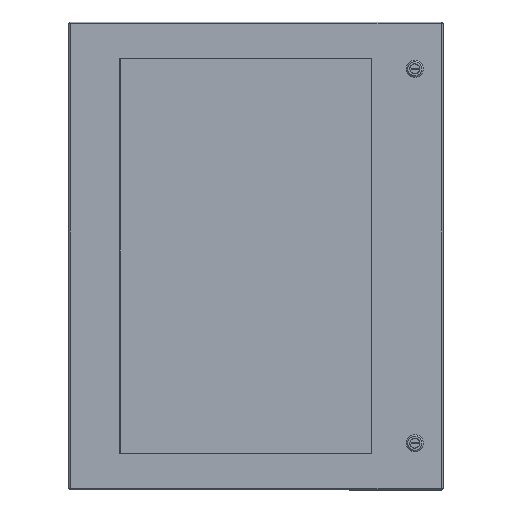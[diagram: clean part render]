
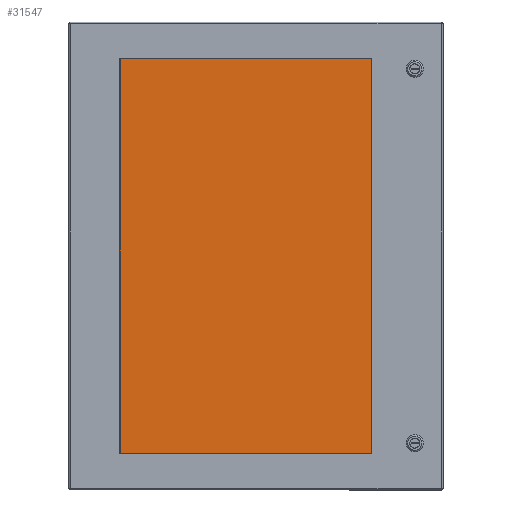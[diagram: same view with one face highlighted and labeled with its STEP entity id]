
A CAD part, front view. The second image highlights one B-rep face of the part: STEP entity #31547.
In plain terms, the highlighted planar face has unit normal (0, -1, 0).
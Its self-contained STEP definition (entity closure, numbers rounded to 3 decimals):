
#1584 = ORIENTED_EDGE ( 'NONE', *, *, #13177, .F. ) ;
#3744 = CARTESIAN_POINT ( 'NONE',  ( -8.715, -8.765, 12.646 ) ) ;
#5565 = CARTESIAN_POINT ( 'NONE',  ( 7.391, -8.765, -12.647 ) ) ;
#6363 = VERTEX_POINT ( 'NONE', #13844 ) ;
#7112 = EDGE_CURVE ( 'NONE', #42514, #7243, #45606, .T. ) ;
#7243 = VERTEX_POINT ( 'NONE', #3744 ) ;
#7333 = CARTESIAN_POINT ( 'NONE',  ( -8.715, -8.765, -12.647 ) ) ;
#11401 = DIRECTION ( 'NONE',  ( -1., 0., 0. ) ) ;
#13177 = EDGE_CURVE ( 'NONE', #7243, #6363, #27019, .T. ) ;
#13567 = EDGE_CURVE ( 'NONE', #21742, #42514, #30536, .T. ) ;
#13844 = CARTESIAN_POINT ( 'NONE',  ( 7.39, -8.765, 12.646 ) ) ;
#14142 = AXIS2_PLACEMENT_3D ( 'NONE', #15803, #35967, #46703 ) ;
#15413 = ORIENTED_EDGE ( 'NONE', *, *, #13567, .F. ) ;
#15803 = CARTESIAN_POINT ( 'NONE',  ( 7.776, -8.765, 13.031 ) ) ;
#16572 = PLANE ( 'NONE',  #14142 ) ;
#16780 = VECTOR ( 'NONE', #42627, 39.37 ) ;
#17524 = ORIENTED_EDGE ( 'NONE', *, *, #7112, .F. ) ;
#19480 = VECTOR ( 'NONE', #34926, 39.37 ) ;
#20242 = ORIENTED_EDGE ( 'NONE', *, *, #48903, .F. ) ;
#20337 = VECTOR ( 'NONE', #11401, 39.37 ) ;
#21742 = VERTEX_POINT ( 'NONE', #5565 ) ;
#25322 = VECTOR ( 'NONE', #33359, 39.37 ) ;
#26751 = LINE ( 'NONE', #27257, #16780 ) ;
#27019 = LINE ( 'NONE', #35441, #19480 ) ;
#27257 = CARTESIAN_POINT ( 'NONE',  ( 7.391, -8.765, -12.647 ) ) ;
#28295 = FACE_OUTER_BOUND ( 'NONE', #34480, .T. ) ;
#30536 = LINE ( 'NONE', #38491, #20337 ) ;
#31547 = ADVANCED_FACE ( 'NONE', ( #28295 ), #16572, .T. ) ;
#33359 = DIRECTION ( 'NONE',  ( 0., 0., 1. ) ) ;
#34480 = EDGE_LOOP ( 'NONE', ( #20242, #1584, #17524, #15413 ) ) ;
#34926 = DIRECTION ( 'NONE',  ( 1., 0., 0. ) ) ;
#35441 = CARTESIAN_POINT ( 'NONE',  ( 7.39, -8.765, 12.646 ) ) ;
#35967 = DIRECTION ( 'NONE',  ( 0., -1., 0. ) ) ;
#38491 = CARTESIAN_POINT ( 'NONE',  ( 7.391, -8.765, -12.647 ) ) ;
#41306 = CARTESIAN_POINT ( 'NONE',  ( -8.715, -8.765, 12.646 ) ) ;
#42514 = VERTEX_POINT ( 'NONE', #7333 ) ;
#42627 = DIRECTION ( 'NONE',  ( 0., 0., -1. ) ) ;
#45606 = LINE ( 'NONE', #41306, #25322 ) ;
#46703 = DIRECTION ( 'NONE',  ( -1., 0., 0. ) ) ;
#48903 = EDGE_CURVE ( 'NONE', #6363, #21742, #26751, .T. ) ;
